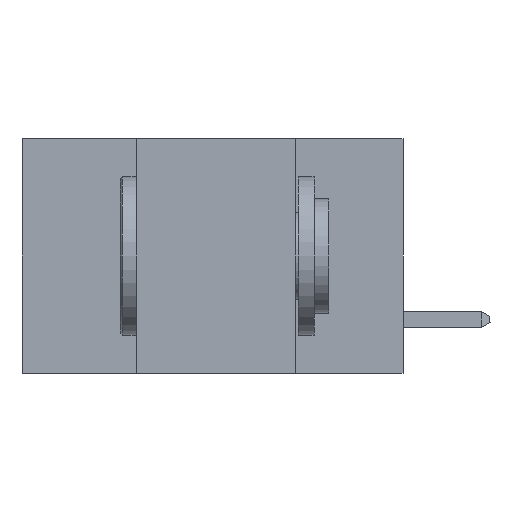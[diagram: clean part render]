
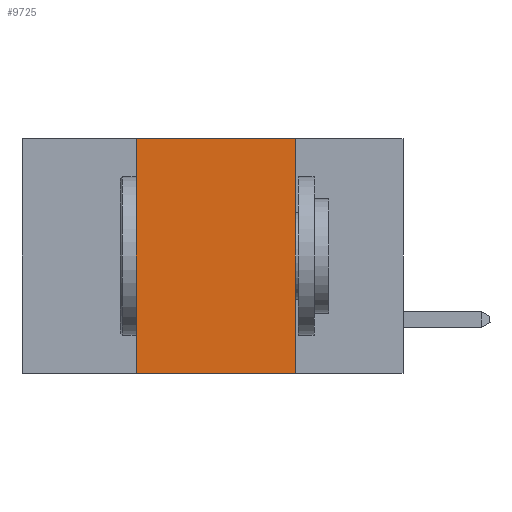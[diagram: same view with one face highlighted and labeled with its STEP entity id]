
A CAD part, left-side view. The second image highlights one B-rep face of the part: STEP entity #9725.
In plain terms, the highlighted planar face has unit normal (-1, 0, 0).
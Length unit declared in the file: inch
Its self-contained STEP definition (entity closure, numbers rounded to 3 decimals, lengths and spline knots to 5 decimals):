
#199 = CARTESIAN_POINT ( 'NONE',  ( 0., 0.42, -0.37 ) ) ;
#229 = ORIENTED_EDGE ( 'NONE', *, *, #14516, .F. ) ;
#1841 = EDGE_CURVE ( 'NONE', #13678, #26841, #20418, .T. ) ;
#4319 = ORIENTED_EDGE ( 'NONE', *, *, #23716, .F. ) ;
#4348 = VERTEX_POINT ( 'NONE', #13512 ) ;
#5061 = PLANE ( 'NONE',  #30628 ) ;
#5654 = DIRECTION ( 'NONE',  ( 0., 0., 1. ) ) ;
#6634 = VECTOR ( 'NONE', #5654, 39.37008 ) ;
#8363 = CARTESIAN_POINT ( 'NONE',  ( 0., 0.42, 0. ) ) ;
#9243 = ORIENTED_EDGE ( 'NONE', *, *, #1841, .F. ) ;
#9546 = DIRECTION ( 'NONE',  ( 0., 0., -1. ) ) ;
#9725 = ADVANCED_FACE ( 'NONE', ( #15841 ), #5061, .F. ) ;
#9807 = CARTESIAN_POINT ( 'NONE',  ( 0., 0.6, -0.37 ) ) ;
#10028 = CARTESIAN_POINT ( 'NONE',  ( 0., 0.6, 0. ) ) ;
#12260 = DIRECTION ( 'NONE',  ( 0., -1., 0. ) ) ;
#13512 = CARTESIAN_POINT ( 'NONE',  ( 0., 0.17, -0.37 ) ) ;
#13672 = EDGE_LOOP ( 'NONE', ( #4319, #229, #9243, #18813 ) ) ;
#13678 = VERTEX_POINT ( 'NONE', #199 ) ;
#14516 = EDGE_CURVE ( 'NONE', #26841, #30114, #19881, .T. ) ;
#15841 = FACE_OUTER_BOUND ( 'NONE', #13672, .T. ) ;
#17918 = CARTESIAN_POINT ( 'NONE',  ( 0., 0.42, 0. ) ) ;
#18019 = VECTOR ( 'NONE', #18209, 39.37008 ) ;
#18209 = DIRECTION ( 'NONE',  ( 0., -1., 0. ) ) ;
#18270 = VECTOR ( 'NONE', #12260, 39.37008 ) ;
#18813 = ORIENTED_EDGE ( 'NONE', *, *, #22292, .T. ) ;
#18892 = CARTESIAN_POINT ( 'NONE',  ( 0., 0.17, 0. ) ) ;
#19881 = LINE ( 'NONE', #27808, #18270 ) ;
#20240 = DIRECTION ( 'NONE',  ( 1., 0., 0. ) ) ;
#20418 = LINE ( 'NONE', #8363, #6634 ) ;
#20695 = LINE ( 'NONE', #27264, #29252 ) ;
#22292 = EDGE_CURVE ( 'NONE', #13678, #4348, #30586, .T. ) ;
#22967 = DIRECTION ( 'NONE',  ( 0., 0., -1. ) ) ;
#23716 = EDGE_CURVE ( 'NONE', #30114, #4348, #20695, .T. ) ;
#26841 = VERTEX_POINT ( 'NONE', #17918 ) ;
#27264 = CARTESIAN_POINT ( 'NONE',  ( 0., 0.17, 0. ) ) ;
#27808 = CARTESIAN_POINT ( 'NONE',  ( 0., 0.6, 0. ) ) ;
#29252 = VECTOR ( 'NONE', #9546, 39.37008 ) ;
#30114 = VERTEX_POINT ( 'NONE', #18892 ) ;
#30586 = LINE ( 'NONE', #9807, #18019 ) ;
#30628 = AXIS2_PLACEMENT_3D ( 'NONE', #10028, #20240, #22967 ) ;
